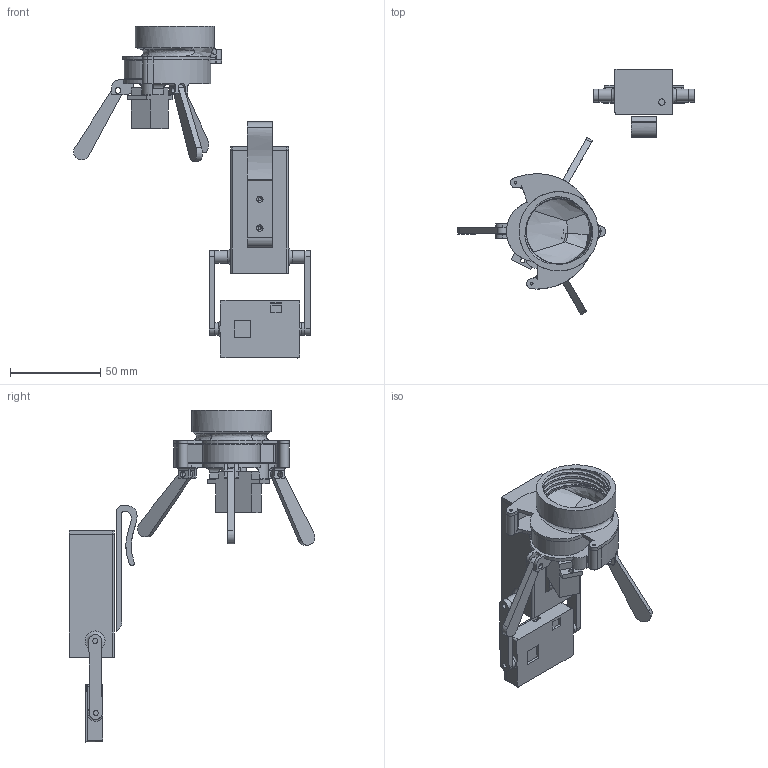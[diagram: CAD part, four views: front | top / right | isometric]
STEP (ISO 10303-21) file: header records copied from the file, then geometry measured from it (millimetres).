
FILE_DESCRIPTION(/* description */ (''),/* implementation_level */ '2;1');
FILE_NAME(/* name */ 'fish_feeder_finished assembly.step',/* time_stamp */ '2022-01-06T03:39:18+02:00',/* author */ (''),/* organization */ (''),/* preprocessor_version */ 'ST-DEVELOPER v18.1',/* originating_system */ 'Autodesk Translation Framework v10.10.0.1391',/* authorisation */ '');
FILE_SCHEMA (('AUTOMOTIVE_DESIGN { 1 0 10303 214 3 1 1 }'));
Length unit declared in the file: millimetre
Products named in the file (10): fish_feeder; motor; feeder; body_base; bottom_body; battary_frame; bat_cam_leg_1; bat_cam_leg_2; camera_frame; leg
Assembly tree (11 placements, depth 2):
  fish_feeder
    motor
    feeder
    body_base
    leg  x3
    bottom_body
    battary_frame
    bat_cam_leg_1
    bat_cam_leg_2
    camera_frame
Bounding box: 131.22 x 136.17 x 184.04 mm (x, y, z)
Volume: 66885.1 mm3; surface area: 61470.3 mm2
Topology: 14 solids, 14 shells, 402 faces, 1060 edges, 701 vertices
Faces by surface type: plane 196, cylinder 167, bspline 28, torus 8, cone 3
Full cylindrical faces by diameter (mm): 1 x1, 1.5 x7, 2 x2, 2.1 x2, 2.5 x2, 2.7 x4, 2.8 x4, 3.2 x9, 3.5 x1, 4.8 x3, 6 x1, 7 x4, 36 x1, 36.5 x1, 44 x1
Entity records: 16800 total; most frequent: CARTESIAN_POINT 6675, ORIENTED_EDGE 2060, DIRECTION 2022, EDGE_CURVE 1030, AXIS2_PLACEMENT_3D 721, VERTEX_POINT 681, LINE 580, VECTOR 580
